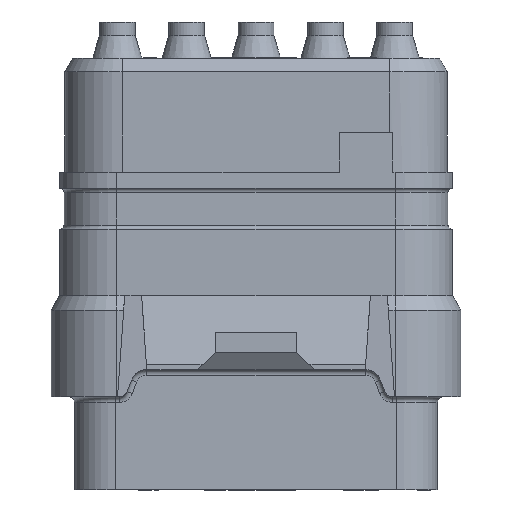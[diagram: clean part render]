
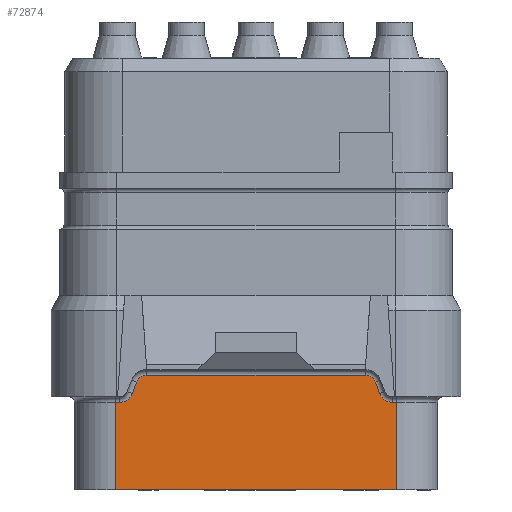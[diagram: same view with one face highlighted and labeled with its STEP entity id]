
A CAD part, front view. The second image highlights one B-rep face of the part: STEP entity #72874.
In plain terms, the highlighted planar face has unit normal (0, -1, 0).
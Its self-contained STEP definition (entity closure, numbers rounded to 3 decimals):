
#3950=DIRECTION('',(-1.,0.,0.));
#3951=VECTOR('',#3950,10.3);
#3952=CARTESIAN_POINT('',(5.15,-5.775,-11.63));
#3953=LINE('',#3952,#3951);
#6132=DIRECTION('',(-1.,0.,0.));
#6133=VECTOR('',#6132,0.15);
#6134=CARTESIAN_POINT('',(5.15,-5.775,-8.43));
#6135=LINE('',#6134,#6133);
#6136=DIRECTION('',(0.,0.,-1.));
#6137=VECTOR('',#6136,3.2);
#6138=CARTESIAN_POINT('',(5.15,-5.775,-8.43));
#6139=LINE('',#6138,#6137);
#6140=DIRECTION('',(-1.,0.,0.));
#6141=VECTOR('',#6140,0.15);
#6142=CARTESIAN_POINT('',(-5.,-5.775,-8.43));
#6143=LINE('',#6142,#6141);
#6144=CARTESIAN_POINT('',(-5.,-5.775,-7.93));
#6145=DIRECTION('',(0.,1.,0.));
#6146=DIRECTION('',(0.935,0.,-0.354));
#6147=AXIS2_PLACEMENT_3D('',#6144,#6145,#6146);
#6149=DIRECTION('',(-0.354,0.,-0.935));
#6150=VECTOR('',#6149,0.447);
#6151=CARTESIAN_POINT('',(-4.374,-5.775,-7.689));
#6152=LINE('',#6151,#6150);
#6153=CARTESIAN_POINT('',(-4.,-5.775,-7.83));
#6154=DIRECTION('',(0.,-1.,0.));
#6155=DIRECTION('',(0.,0.,1.));
#6156=AXIS2_PLACEMENT_3D('',#6153,#6154,#6155);
#6158=DIRECTION('',(-1.,0.,0.));
#6159=VECTOR('',#6158,8.);
#6160=CARTESIAN_POINT('',(4.,-5.775,-7.43));
#6161=LINE('',#6160,#6159);
#6162=CARTESIAN_POINT('',(4.,-5.775,-7.83));
#6163=DIRECTION('',(0.,-1.,0.));
#6164=DIRECTION('',(0.935,0.,0.354));
#6165=AXIS2_PLACEMENT_3D('',#6162,#6163,#6164);
#6167=DIRECTION('',(-0.354,0.,0.935));
#6168=VECTOR('',#6167,0.447);
#6169=CARTESIAN_POINT('',(4.532,-5.775,-8.107));
#6170=LINE('',#6169,#6168);
#6171=CARTESIAN_POINT('',(5.,-5.775,-7.93));
#6172=DIRECTION('',(0.,1.,0.));
#6173=DIRECTION('',(0.,0.,-1.));
#6174=AXIS2_PLACEMENT_3D('',#6171,#6172,#6173);
#6181=DIRECTION('',(0.,0.,-1.));
#6182=VECTOR('',#6181,3.2);
#6183=CARTESIAN_POINT('',(-5.15,-5.775,-8.43));
#6184=LINE('',#6183,#6182);
#60826=CARTESIAN_POINT('',(5.15,-5.775,-11.63));
#60827=VERTEX_POINT('',#60826);
#60828=CARTESIAN_POINT('',(-5.15,-5.775,-11.63));
#60829=VERTEX_POINT('',#60828);
#60962=CARTESIAN_POINT('',(5.15,-5.775,-8.43));
#60963=CARTESIAN_POINT('',(5.,-5.775,-8.43));
#60964=VERTEX_POINT('',#60962);
#60965=VERTEX_POINT('',#60963);
#60968=CARTESIAN_POINT('',(4.532,-5.775,-8.107));
#60969=VERTEX_POINT('',#60968);
#60972=CARTESIAN_POINT('',(4.374,-5.775,-7.689));
#60973=VERTEX_POINT('',#60972);
#60974=CARTESIAN_POINT('',(4.,-5.775,-7.43));
#60975=VERTEX_POINT('',#60974);
#60976=CARTESIAN_POINT('',(-4.,-5.775,-7.43));
#60977=VERTEX_POINT('',#60976);
#60978=CARTESIAN_POINT('',(-4.374,-5.775,-7.689));
#60979=VERTEX_POINT('',#60978);
#60984=CARTESIAN_POINT('',(-4.532,-5.775,-8.107));
#60985=VERTEX_POINT('',#60984);
#60988=CARTESIAN_POINT('',(-5.,-5.775,-8.43));
#60989=VERTEX_POINT('',#60988);
#60992=CARTESIAN_POINT('',(-5.15,-5.775,-8.43));
#60993=VERTEX_POINT('',#60992);
#72847=CARTESIAN_POINT('',(5.15,-5.775,-8.23));
#72848=DIRECTION('',(0.,-1.,0.));
#72849=DIRECTION('',(-1.,0.,0.));
#72850=AXIS2_PLACEMENT_3D('',#72847,#72848,#72849);
#72851=PLANE('',#72850);
#72852=ORIENTED_EDGE('',*,*,#72788,.F.);
#72853=ORIENTED_EDGE('',*,*,#72842,.T.);
#72854=ORIENTED_EDGE('',*,*,#71433,.T.);
#72856=ORIENTED_EDGE('',*,*,#72855,.F.);
#72858=ORIENTED_EDGE('',*,*,#72857,.F.);
#72860=ORIENTED_EDGE('',*,*,#72859,.F.);
#72862=ORIENTED_EDGE('',*,*,#72861,.F.);
#72864=ORIENTED_EDGE('',*,*,#72863,.F.);
#72866=ORIENTED_EDGE('',*,*,#72865,.F.);
#72868=ORIENTED_EDGE('',*,*,#72867,.F.);
#72870=ORIENTED_EDGE('',*,*,#72869,.F.);
#72871=ORIENTED_EDGE('',*,*,#72773,.F.);
#72872=EDGE_LOOP('',(#72852,#72853,#72854,#72856,#72858,#72860,#72862,#72864,
#72866,#72868,#72870,#72871));
#72873=FACE_OUTER_BOUND('',#72872,.F.);
#72874=ADVANCED_FACE('',(#72873),#72851,.T.);
#6148=CIRCLE('',#6147,0.5);
#6157=CIRCLE('',#6156,0.4);
#6166=CIRCLE('',#6165,0.4);
#6175=CIRCLE('',#6174,0.5);
#71433=EDGE_CURVE('',#60827,#60829,#3953,.T.);
#72773=EDGE_CURVE('',#60965,#60969,#6175,.T.);
#72788=EDGE_CURVE('',#60964,#60965,#6135,.T.);
#72842=EDGE_CURVE('',#60964,#60827,#6139,.T.);
#72855=EDGE_CURVE('',#60993,#60829,#6184,.T.);
#72857=EDGE_CURVE('',#60989,#60993,#6143,.T.);
#72859=EDGE_CURVE('',#60985,#60989,#6148,.T.);
#72861=EDGE_CURVE('',#60979,#60985,#6152,.T.);
#72863=EDGE_CURVE('',#60977,#60979,#6157,.T.);
#72865=EDGE_CURVE('',#60975,#60977,#6161,.T.);
#72867=EDGE_CURVE('',#60973,#60975,#6166,.T.);
#72869=EDGE_CURVE('',#60969,#60973,#6170,.T.);
